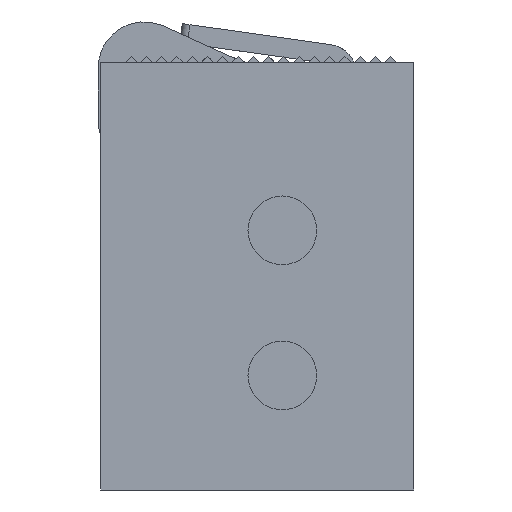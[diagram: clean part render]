
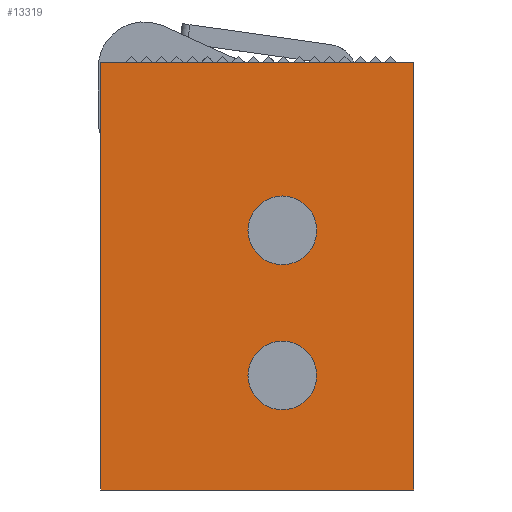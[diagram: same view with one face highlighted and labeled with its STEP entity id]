
A CAD part, front view. The second image highlights one B-rep face of the part: STEP entity #13319.
In plain terms, the highlighted planar face has unit normal (0, -1, 0).
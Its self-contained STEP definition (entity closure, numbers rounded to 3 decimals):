
#113 = EDGE_CURVE ( 'NONE', #6689, #8161, #3965, .T. ) ;
#1472 = EDGE_CURVE ( 'NONE', #15270, #6418, #13429, .T. ) ;
#1654 = LINE ( 'NONE', #6682, #7332 ) ;
#1930 = VECTOR ( 'NONE', #5090, 1000. ) ;
#1966 = DIRECTION ( 'NONE',  ( 0., 1., 0. ) ) ;
#2625 = CARTESIAN_POINT ( 'NONE',  ( 10.25, -34.5, 28. ) ) ;
#2713 = ORIENTED_EDGE ( 'NONE', *, *, #1472, .F. ) ;
#3094 = VECTOR ( 'NONE', #14800, 1000. ) ;
#3349 = DIRECTION ( 'NONE',  ( 0., 0., -1. ) ) ;
#3534 = DIRECTION ( 'NONE',  ( 0., 0., -1. ) ) ;
#3542 = VERTEX_POINT ( 'NONE', #11934 ) ;
#3799 = DIRECTION ( 'NONE',  ( 0., -1., 0. ) ) ;
#3914 = VERTEX_POINT ( 'NONE', #5574 ) ;
#3965 = LINE ( 'NONE', #14535, #1930 ) ;
#4184 = EDGE_CURVE ( 'NONE', #3914, #11375, #11193, .T. ) ;
#4222 = CARTESIAN_POINT ( 'NONE',  ( 1.65, -34.5, 5.25 ) ) ;
#4251 = DIRECTION ( 'NONE',  ( 0., 0., -1. ) ) ;
#5090 = DIRECTION ( 'NONE',  ( 1., 0., 0. ) ) ;
#5574 = CARTESIAN_POINT ( 'NONE',  ( 1.65, -34.5, 9.75 ) ) ;
#5609 = CARTESIAN_POINT ( 'NONE',  ( -10.25, -34.5, 0. ) ) ;
#6217 = FACE_OUTER_BOUND ( 'NONE', #7862, .T. ) ;
#6228 = AXIS2_PLACEMENT_3D ( 'NONE', #15216, #9949, #3349 ) ;
#6418 = VERTEX_POINT ( 'NONE', #13684 ) ;
#6503 = AXIS2_PLACEMENT_3D ( 'NONE', #7659, #10357, #15523 ) ;
#6682 = CARTESIAN_POINT ( 'NONE',  ( 10.25, -34.5, 28. ) ) ;
#6689 = VERTEX_POINT ( 'NONE', #5609 ) ;
#6951 = ORIENTED_EDGE ( 'NONE', *, *, #11527, .F. ) ;
#7113 = DIRECTION ( 'NONE',  ( 0., -1., 0. ) ) ;
#7253 = DIRECTION ( 'NONE',  ( 0., 0., 1. ) ) ;
#7332 = VECTOR ( 'NONE', #4251, 1000. ) ;
#7378 = DIRECTION ( 'NONE',  ( 0., 0., -1. ) ) ;
#7531 = EDGE_LOOP ( 'NONE', ( #10885, #2713 ) ) ;
#7659 = CARTESIAN_POINT ( 'NONE',  ( 1.65, -34.5, 7.5 ) ) ;
#7707 = EDGE_LOOP ( 'NONE', ( #6951, #10473 ) ) ;
#7862 = EDGE_LOOP ( 'NONE', ( #11171, #14476, #8026, #10559 ) ) ;
#7897 = CIRCLE ( 'NONE', #6228, 2.25 ) ;
#8026 = ORIENTED_EDGE ( 'NONE', *, *, #15779, .T. ) ;
#8161 = VERTEX_POINT ( 'NONE', #11366 ) ;
#8323 = VECTOR ( 'NONE', #16473, 1000. ) ;
#8405 = EDGE_CURVE ( 'NONE', #9376, #8161, #1654, .T. ) ;
#8544 = EDGE_CURVE ( 'NONE', #6418, #15270, #8702, .T. ) ;
#8555 = PLANE ( 'NONE',  #10598 ) ;
#8702 = CIRCLE ( 'NONE', #16999, 2.25 ) ;
#8912 = CARTESIAN_POINT ( 'NONE',  ( 1.65, -34.5, 17. ) ) ;
#9376 = VERTEX_POINT ( 'NONE', #2625 ) ;
#9443 = LINE ( 'NONE', #13318, #3094 ) ;
#9949 = DIRECTION ( 'NONE',  ( 0., -1., 0. ) ) ;
#10357 = DIRECTION ( 'NONE',  ( 0., -1., 0. ) ) ;
#10473 = ORIENTED_EDGE ( 'NONE', *, *, #4184, .F. ) ;
#10559 = ORIENTED_EDGE ( 'NONE', *, *, #113, .T. ) ;
#10598 = AXIS2_PLACEMENT_3D ( 'NONE', #13824, #1966, #7253 ) ;
#10680 = AXIS2_PLACEMENT_3D ( 'NONE', #8912, #3799, #3534 ) ;
#10885 = ORIENTED_EDGE ( 'NONE', *, *, #8544, .F. ) ;
#11171 = ORIENTED_EDGE ( 'NONE', *, *, #8405, .F. ) ;
#11193 = CIRCLE ( 'NONE', #6503, 2.25 ) ;
#11196 = CARTESIAN_POINT ( 'NONE',  ( 10.25, -34.5, 28. ) ) ;
#11366 = CARTESIAN_POINT ( 'NONE',  ( 10.25, -34.5, 0. ) ) ;
#11375 = VERTEX_POINT ( 'NONE', #4222 ) ;
#11401 = FACE_BOUND ( 'NONE', #7531, .T. ) ;
#11527 = EDGE_CURVE ( 'NONE', #11375, #3914, #7897, .T. ) ;
#11934 = CARTESIAN_POINT ( 'NONE',  ( -10.25, -34.5, 28. ) ) ;
#12259 = EDGE_CURVE ( 'NONE', #3542, #9376, #12478, .T. ) ;
#12478 = LINE ( 'NONE', #11196, #8323 ) ;
#12880 = FACE_BOUND ( 'NONE', #7707, .T. ) ;
#13318 = CARTESIAN_POINT ( 'NONE',  ( -10.25, -34.5, 28. ) ) ;
#13319 = ADVANCED_FACE ( 'NONE', ( #12880, #11401, #6217 ), #8555, .F. ) ;
#13429 = CIRCLE ( 'NONE', #10680, 2.25 ) ;
#13684 = CARTESIAN_POINT ( 'NONE',  ( 1.65, -34.5, 14.75 ) ) ;
#13824 = CARTESIAN_POINT ( 'NONE',  ( 10.25, -34.5, 28. ) ) ;
#13871 = CARTESIAN_POINT ( 'NONE',  ( 1.65, -34.5, 19.25 ) ) ;
#14476 = ORIENTED_EDGE ( 'NONE', *, *, #12259, .F. ) ;
#14535 = CARTESIAN_POINT ( 'NONE',  ( 10.25, -34.5, 0. ) ) ;
#14800 = DIRECTION ( 'NONE',  ( 0., 0., -1. ) ) ;
#15216 = CARTESIAN_POINT ( 'NONE',  ( 1.65, -34.5, 7.5 ) ) ;
#15270 = VERTEX_POINT ( 'NONE', #13871 ) ;
#15523 = DIRECTION ( 'NONE',  ( 0., 0., -1. ) ) ;
#15779 = EDGE_CURVE ( 'NONE', #3542, #6689, #9443, .T. ) ;
#16456 = CARTESIAN_POINT ( 'NONE',  ( 1.65, -34.5, 17. ) ) ;
#16473 = DIRECTION ( 'NONE',  ( 1., 0., 0. ) ) ;
#16999 = AXIS2_PLACEMENT_3D ( 'NONE', #16456, #7113, #7378 ) ;
